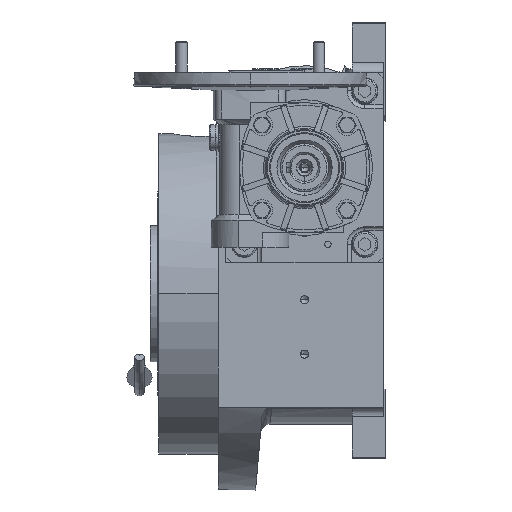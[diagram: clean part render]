
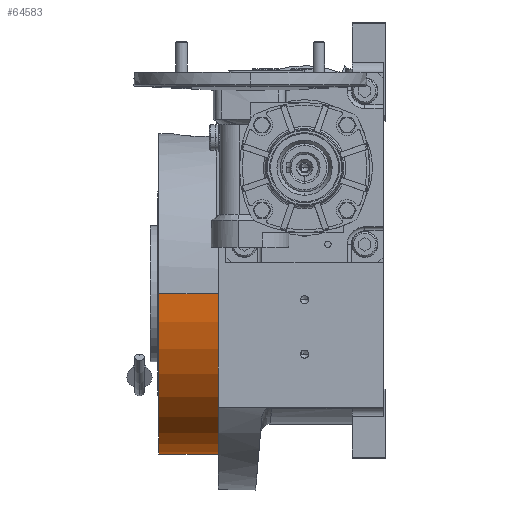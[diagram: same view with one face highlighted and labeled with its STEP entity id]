
A CAD part, left-side view. The second image highlights one B-rep face of the part: STEP entity #64583.
In plain terms, the highlighted cylindrical face has radius 82.5 mm (diameter 165 mm), a partial arc.
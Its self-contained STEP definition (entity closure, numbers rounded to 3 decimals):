
#9547 = DIRECTION ( 'NONE',  ( 0., 0., 1. ) ) ;
#12986 = VERTEX_POINT ( 'NONE', #22859 ) ;
#15086 = CYLINDRICAL_SURFACE ( 'NONE', #77110, 82.5 ) ;
#15374 = VECTOR ( 'NONE', #77924, 1000. ) ;
#16530 = LINE ( 'NONE', #31230, #15374 ) ;
#19455 = LINE ( 'NONE', #50439, #97111 ) ;
#19732 = EDGE_CURVE ( 'NONE', #73254, #86066, #72486, .T. ) ;
#22859 = CARTESIAN_POINT ( 'NONE',  ( -82.5, 0., 30.5 ) ) ;
#23177 = FACE_OUTER_BOUND ( 'NONE', #28924, .T. ) ;
#24659 = ORIENTED_EDGE ( 'NONE', *, *, #88989, .F. ) ;
#25888 = VERTEX_POINT ( 'NONE', #36690 ) ;
#28924 = EDGE_LOOP ( 'NONE', ( #41050, #24659, #39853, #59284 ) ) ;
#31230 = CARTESIAN_POINT ( 'NONE',  ( 82.5, 0., 0. ) ) ;
#36690 = CARTESIAN_POINT ( 'NONE',  ( 82.5, 0., 30.5 ) ) ;
#37415 = DIRECTION ( 'NONE',  ( 1., 0., 0. ) ) ;
#39853 = ORIENTED_EDGE ( 'NONE', *, *, #47464, .F. ) ;
#41050 = ORIENTED_EDGE ( 'NONE', *, *, #90723, .T. ) ;
#45059 = CARTESIAN_POINT ( 'NONE',  ( 0., 0., 30.5 ) ) ;
#45549 = CARTESIAN_POINT ( 'NONE',  ( 0., 0., 0. ) ) ;
#47464 = EDGE_CURVE ( 'NONE', #73254, #25888, #16530, .T. ) ;
#50439 = CARTESIAN_POINT ( 'NONE',  ( -82.5, 0., 0. ) ) ;
#59284 = ORIENTED_EDGE ( 'NONE', *, *, #19732, .T. ) ;
#61746 = DIRECTION ( 'NONE',  ( 1., 0., 0. ) ) ;
#64583 = ADVANCED_FACE ( 'NONE', ( #23177 ), #15086, .T. ) ;
#64838 = CARTESIAN_POINT ( 'NONE',  ( 0., 0., 0. ) ) ;
#69822 = DIRECTION ( 'NONE',  ( 0., 0., -1. ) ) ;
#70834 = AXIS2_PLACEMENT_3D ( 'NONE', #45059, #89709, #37415 ) ;
#72213 = DIRECTION ( 'NONE',  ( 0., 0., 1. ) ) ;
#72486 = CIRCLE ( 'NONE', #78949, 82.5 ) ;
#73254 = VERTEX_POINT ( 'NONE', #80149 ) ;
#77110 = AXIS2_PLACEMENT_3D ( 'NONE', #45549, #69822, #61746 ) ;
#77924 = DIRECTION ( 'NONE',  ( 0., 0., 1. ) ) ;
#78949 = AXIS2_PLACEMENT_3D ( 'NONE', #64838, #9547, #94348 ) ;
#78993 = CIRCLE ( 'NONE', #70834, 82.5 ) ;
#80149 = CARTESIAN_POINT ( 'NONE',  ( 82.5, 0., 0. ) ) ;
#86066 = VERTEX_POINT ( 'NONE', #86632 ) ;
#86632 = CARTESIAN_POINT ( 'NONE',  ( -82.5, 0., 0. ) ) ;
#88989 = EDGE_CURVE ( 'NONE', #25888, #12986, #78993, .T. ) ;
#89709 = DIRECTION ( 'NONE',  ( 0., 0., 1. ) ) ;
#90723 = EDGE_CURVE ( 'NONE', #86066, #12986, #19455, .T. ) ;
#94348 = DIRECTION ( 'NONE',  ( 1., 0., 0. ) ) ;
#97111 = VECTOR ( 'NONE', #72213, 1000. ) ;
